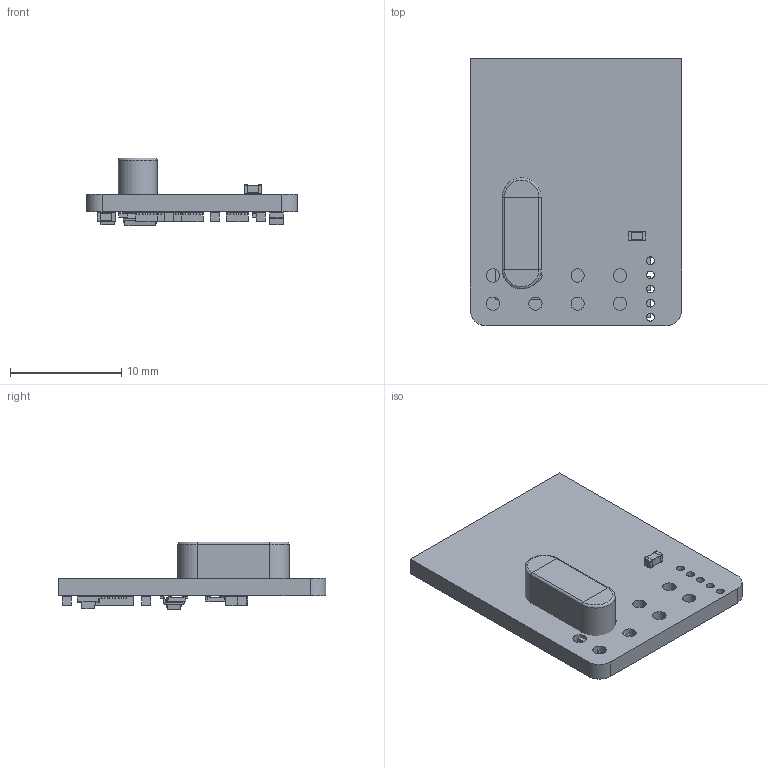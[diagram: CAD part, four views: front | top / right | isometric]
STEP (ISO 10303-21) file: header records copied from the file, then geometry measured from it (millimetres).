
FILE_DESCRIPTION(('FreeCAD Model'),'2;1');
FILE_NAME('mn1.step','2021-09-16T21:54:46',('Author'),( ''),'Open CASCADE STEP processor 7.3','FreeCAD','Unknown');
FILE_SCHEMA(('AUTOMOTIVE_DESIGN { 1 0 10303 214 1 1 1 1 }'));
Length unit declared in the file: millimetre
Products named in the file (44): malenki-nanox_1; C_0603_1608Metric; SOLID; C_0603_1608Metric001; SOLID001; C_0603_1608Metric002; SOLID002; C_0603_1608Metric003; SOLID003; LED_0805_2012Metric; SOLID004; LED_0805_2012Metric001; SOLID005; R_0603_1608Metric; SOLID006; R_0603_1608Metric001; SOLID007; SOT-23; SOLID008; C_0603_1608Metric004; SOLID009; QFN-24-1EP_4x4mm_P0.5mm_EP2.6x2.6mm; SOLID010; R_0603_1608Metric002; SOLID011; R_0603_1608Metric003; SOLID012; C_0603_1608Metric005; SOLID013; C_0603_1608Metric006; SOLID014; WSON-8-1EP_2x2mm_P0.5mm_EP0.9x1.6mm; SOLID015; WSON-8-1EP_2x2mm_P0.5mm_EP0.9x1.6mm001; SOLID016; WSON-8-1EP_2x2mm_P0.5mm_EP0.9x1.6mm002; SOLID017; COMPOUND; a7105-model_1; Crystal_SMD_HC49-SD ...
Assembly tree (42 placements, depth 3):
  malenki-nanox_1
    C_0603_1608Metric
      SOLID
    C_0603_1608Metric001
      SOLID001
    C_0603_1608Metric002
      SOLID002
    C_0603_1608Metric003
      SOLID003
    LED_0805_2012Metric
      SOLID004
    LED_0805_2012Metric001
      SOLID005
    R_0603_1608Metric
      SOLID006
    R_0603_1608Metric001
      SOLID007
    SOT-23
      SOLID008
    C_0603_1608Metric004
      SOLID009
    QFN-24-1EP_4x4mm_P0.5mm_EP2.6x2.6mm
      SOLID010
    R_0603_1608Metric002
      SOLID011
    R_0603_1608Metric003
      SOLID012
    C_0603_1608Metric005
      SOLID013
    C_0603_1608Metric006
      SOLID014
    WSON-8-1EP_2x2mm_P0.5mm_EP0.9x1.6mm
      SOLID015
    WSON-8-1EP_2x2mm_P0.5mm_EP0.9x1.6mm001
      SOLID016
    WSON-8-1EP_2x2mm_P0.5mm_EP0.9x1.6mm002
      SOLID017
    COMPOUND
  a7105-model_1
    Crystal_SMD_HC49-SD
      SOLID018
    UQFN-20-1EP_4x4mm_P0.5mm_EP2.8x2.8mm
      SOLID019
    COMPOUND001
Bounding box: 19 x 24.08 x 6.1 mm (x, y, z)
Volume: 1167.7 mm3; surface area: 2272.4 mm2
Topology: 22 solids, 22 shells, 1061 faces, 2878 edges, 1888 vertices
Faces by surface type: bspline 999, cylinder 36, plane 26
Full cylindrical faces by diameter (mm): 0.7 x5, 1.2 x8
Entity records: 71942 total; most frequent: CARTESIAN_POINT 26093, B_SPLINE_CURVE_WITH_KNOTS 7346, ORIENTED_EDGE 5756, PCURVE 5756, DEFINITIONAL_REPRESENTATION 5756, EDGE_CURVE 2878, SURFACE_CURVE 2860, VERTEX_POINT 1888
